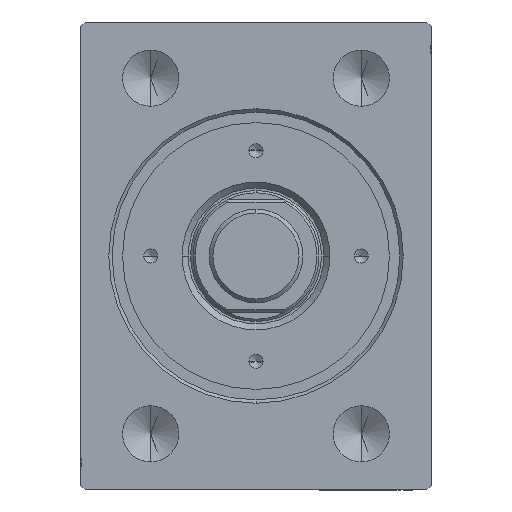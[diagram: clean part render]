
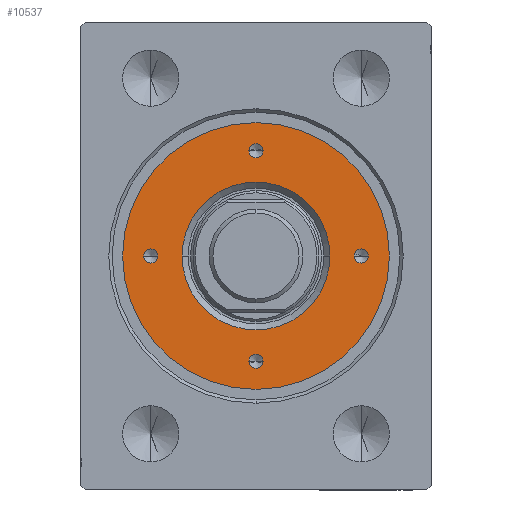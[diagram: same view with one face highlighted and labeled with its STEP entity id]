
A CAD part, left-side view. The second image highlights one B-rep face of the part: STEP entity #10537.
In plain terms, the highlighted face is planar.
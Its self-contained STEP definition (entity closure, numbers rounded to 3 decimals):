
#570 = CIRCLE ( 'NONE', #25603, 1.5 ) ;
#714 = VERTEX_POINT ( 'NONE', #20737 ) ;
#1151 = AXIS2_PLACEMENT_3D ( 'NONE', #2258, #36525, #32714 ) ;
#1186 = CARTESIAN_POINT ( 'NONE',  ( 0., 0., 83.8 ) ) ;
#1790 = CARTESIAN_POINT ( 'NONE',  ( 22.5, 0., 83.8 ) ) ;
#1988 = CARTESIAN_POINT ( 'NONE',  ( -15.8, 0., 83.8 ) ) ;
#2258 = CARTESIAN_POINT ( 'NONE',  ( -22.5, 0., 83.8 ) ) ;
#2373 = DIRECTION ( 'NONE',  ( 1., 0., 0. ) ) ;
#2486 = DIRECTION ( 'NONE',  ( 0., 0., 1. ) ) ;
#2493 = EDGE_CURVE ( 'NONE', #20739, #27807, #16811, .T. ) ;
#2685 = CARTESIAN_POINT ( 'NONE',  ( 21., 0., 83.8 ) ) ;
#2709 = DIRECTION ( 'NONE',  ( 1., 0., 0. ) ) ;
#3429 = DIRECTION ( 'NONE',  ( 0., 0., 1. ) ) ;
#3490 = AXIS2_PLACEMENT_3D ( 'NONE', #1790, #29116, #19253 ) ;
#3884 = VERTEX_POINT ( 'NONE', #42803 ) ;
#3997 = CIRCLE ( 'NONE', #1151, 1.5 ) ;
#5167 = EDGE_CURVE ( 'NONE', #37124, #36263, #3997, .T. ) ;
#5690 = FACE_BOUND ( 'NONE', #16840, .T. ) ;
#5692 = CARTESIAN_POINT ( 'NONE',  ( -28.5, 0., 83.8 ) ) ;
#5864 = DIRECTION ( 'NONE',  ( 0., 0., -1. ) ) ;
#6304 = AXIS2_PLACEMENT_3D ( 'NONE', #19527, #5864, #42827 ) ;
#6567 = CARTESIAN_POINT ( 'NONE',  ( 0., -22.5, 83.8 ) ) ;
#6986 = AXIS2_PLACEMENT_3D ( 'NONE', #22998, #13319, #33298 ) ;
#8122 = DIRECTION ( 'NONE',  ( 1., 0., 0. ) ) ;
#10537 = ADVANCED_FACE ( 'NONE', ( #19121, #12847, #26959, #36159, #5690, #33258 ), #12392, .T. ) ;
#10880 = EDGE_CURVE ( 'NONE', #32534, #23901, #18467, .T. ) ;
#11122 = EDGE_CURVE ( 'NONE', #3884, #32265, #41412, .T. ) ;
#11159 = DIRECTION ( 'NONE',  ( 1., 0., 0. ) ) ;
#11437 = EDGE_CURVE ( 'NONE', #714, #17785, #19214, .T. ) ;
#11452 = AXIS2_PLACEMENT_3D ( 'NONE', #12722, #33807, #36931 ) ;
#12098 = ORIENTED_EDGE ( 'NONE', *, *, #38279, .F. ) ;
#12392 = PLANE ( 'NONE',  #24906 ) ;
#12398 = DIRECTION ( 'NONE',  ( 1., 0., 0. ) ) ;
#12402 = EDGE_LOOP ( 'NONE', ( #18519, #23714 ) ) ;
#12620 = DIRECTION ( 'NONE',  ( 0., 0., 1. ) ) ;
#12722 = CARTESIAN_POINT ( 'NONE',  ( -22.5, 0., 83.8 ) ) ;
#12847 = FACE_BOUND ( 'NONE', #16056, .T. ) ;
#13171 = EDGE_CURVE ( 'NONE', #31315, #15347, #44205, .T. ) ;
#13199 = ORIENTED_EDGE ( 'NONE', *, *, #11122, .F. ) ;
#13319 = DIRECTION ( 'NONE',  ( 0., 0., 1. ) ) ;
#13425 = CIRCLE ( 'NONE', #42756, 28.5 ) ;
#13736 = EDGE_CURVE ( 'NONE', #15347, #31315, #570, .T. ) ;
#14003 = CARTESIAN_POINT ( 'NONE',  ( 15.8, 0., 83.8 ) ) ;
#14144 = EDGE_CURVE ( 'NONE', #32265, #3884, #34928, .T. ) ;
#15086 = CIRCLE ( 'NONE', #21568, 15.8 ) ;
#15347 = VERTEX_POINT ( 'NONE', #37752 ) ;
#16056 = EDGE_LOOP ( 'NONE', ( #36038, #17395 ) ) ;
#16095 = ORIENTED_EDGE ( 'NONE', *, *, #14144, .F. ) ;
#16441 = CARTESIAN_POINT ( 'NONE',  ( 0., -22.5, 83.8 ) ) ;
#16810 = EDGE_LOOP ( 'NONE', ( #13199, #16095 ) ) ;
#16811 = CIRCLE ( 'NONE', #42567, 28.5 ) ;
#16840 = EDGE_LOOP ( 'NONE', ( #44116, #33262 ) ) ;
#17073 = DIRECTION ( 'NONE',  ( 1., 0., 0. ) ) ;
#17374 = CARTESIAN_POINT ( 'NONE',  ( 0., 0., 83.8 ) ) ;
#17395 = ORIENTED_EDGE ( 'NONE', *, *, #13736, .F. ) ;
#17446 = DIRECTION ( 'NONE',  ( 0., 0., 1. ) ) ;
#17785 = VERTEX_POINT ( 'NONE', #31640 ) ;
#17819 = AXIS2_PLACEMENT_3D ( 'NONE', #6567, #3429, #17073 ) ;
#18191 = DIRECTION ( 'NONE',  ( 0., 0., -1. ) ) ;
#18467 = CIRCLE ( 'NONE', #6304, 15.8 ) ;
#18519 = ORIENTED_EDGE ( 'NONE', *, *, #2493, .T. ) ;
#18830 = CARTESIAN_POINT ( 'NONE',  ( -21., 0., 83.8 ) ) ;
#19090 = EDGE_CURVE ( 'NONE', #27807, #20739, #13425, .T. ) ;
#19121 = FACE_BOUND ( 'NONE', #40903, .T. ) ;
#19214 = CIRCLE ( 'NONE', #37111, 1.5 ) ;
#19253 = DIRECTION ( 'NONE',  ( 1., 0., 0. ) ) ;
#19527 = CARTESIAN_POINT ( 'NONE',  ( 0., 0., 83.8 ) ) ;
#20737 = CARTESIAN_POINT ( 'NONE',  ( 1.5, -22.5, 83.8 ) ) ;
#20739 = VERTEX_POINT ( 'NONE', #5692 ) ;
#21111 = CARTESIAN_POINT ( 'NONE',  ( 1.5, 22.5, 83.8 ) ) ;
#21415 = DIRECTION ( 'NONE',  ( 0., 0., 1. ) ) ;
#21568 = AXIS2_PLACEMENT_3D ( 'NONE', #1186, #18191, #8122 ) ;
#22998 = CARTESIAN_POINT ( 'NONE',  ( 22.5, 0., 83.8 ) ) ;
#23714 = ORIENTED_EDGE ( 'NONE', *, *, #19090, .T. ) ;
#23901 = VERTEX_POINT ( 'NONE', #1988 ) ;
#24906 = AXIS2_PLACEMENT_3D ( 'NONE', #43791, #12620, #37055 ) ;
#25560 = ORIENTED_EDGE ( 'NONE', *, *, #5167, .F. ) ;
#25603 = AXIS2_PLACEMENT_3D ( 'NONE', #41866, #17446, #11159 ) ;
#25820 = CARTESIAN_POINT ( 'NONE',  ( -24., 0., 83.8 ) ) ;
#26562 = DIRECTION ( 'NONE',  ( 0., 0., 1. ) ) ;
#26959 = FACE_BOUND ( 'NONE', #16810, .T. ) ;
#27807 = VERTEX_POINT ( 'NONE', #32410 ) ;
#29116 = DIRECTION ( 'NONE',  ( 0., 0., 1. ) ) ;
#30123 = DIRECTION ( 'NONE',  ( 0., 0., 1. ) ) ;
#31245 = EDGE_CURVE ( 'NONE', #17785, #714, #37160, .T. ) ;
#31315 = VERTEX_POINT ( 'NONE', #21111 ) ;
#31640 = CARTESIAN_POINT ( 'NONE',  ( -1.5, -22.5, 83.8 ) ) ;
#32265 = VERTEX_POINT ( 'NONE', #2685 ) ;
#32410 = CARTESIAN_POINT ( 'NONE',  ( 28.5, 0., 83.8 ) ) ;
#32534 = VERTEX_POINT ( 'NONE', #14003 ) ;
#32714 = DIRECTION ( 'NONE',  ( 1., 0., 0. ) ) ;
#33258 = FACE_OUTER_BOUND ( 'NONE', #12402, .T. ) ;
#33262 = ORIENTED_EDGE ( 'NONE', *, *, #41304, .T. ) ;
#33298 = DIRECTION ( 'NONE',  ( 1., 0., 0. ) ) ;
#33807 = DIRECTION ( 'NONE',  ( 0., 0., 1. ) ) ;
#34430 = DIRECTION ( 'NONE',  ( 1., 0., 0. ) ) ;
#34479 = ORIENTED_EDGE ( 'NONE', *, *, #31245, .F. ) ;
#34928 = CIRCLE ( 'NONE', #6986, 1.5 ) ;
#36038 = ORIENTED_EDGE ( 'NONE', *, *, #13171, .F. ) ;
#36159 = FACE_BOUND ( 'NONE', #39945, .T. ) ;
#36263 = VERTEX_POINT ( 'NONE', #25820 ) ;
#36525 = DIRECTION ( 'NONE',  ( 0., 0., 1. ) ) ;
#36536 = CARTESIAN_POINT ( 'NONE',  ( 0., 0., 83.8 ) ) ;
#36931 = DIRECTION ( 'NONE',  ( 1., 0., 0. ) ) ;
#37055 = DIRECTION ( 'NONE',  ( 1., 0., 0. ) ) ;
#37111 = AXIS2_PLACEMENT_3D ( 'NONE', #16441, #30123, #12398 ) ;
#37124 = VERTEX_POINT ( 'NONE', #18830 ) ;
#37160 = CIRCLE ( 'NONE', #17819, 1.5 ) ;
#37307 = CARTESIAN_POINT ( 'NONE',  ( 0., 22.5, 83.8 ) ) ;
#37752 = CARTESIAN_POINT ( 'NONE',  ( -1.5, 22.5, 83.8 ) ) ;
#37814 = ORIENTED_EDGE ( 'NONE', *, *, #11437, .F. ) ;
#38279 = EDGE_CURVE ( 'NONE', #36263, #37124, #43690, .T. ) ;
#39945 = EDGE_LOOP ( 'NONE', ( #37814, #34479 ) ) ;
#40903 = EDGE_LOOP ( 'NONE', ( #25560, #12098 ) ) ;
#41304 = EDGE_CURVE ( 'NONE', #23901, #32534, #15086, .T. ) ;
#41412 = CIRCLE ( 'NONE', #3490, 1.5 ) ;
#41866 = CARTESIAN_POINT ( 'NONE',  ( 0., 22.5, 83.8 ) ) ;
#42567 = AXIS2_PLACEMENT_3D ( 'NONE', #17374, #21415, #34430 ) ;
#42756 = AXIS2_PLACEMENT_3D ( 'NONE', #36536, #2486, #2709 ) ;
#42803 = CARTESIAN_POINT ( 'NONE',  ( 24., 0., 83.8 ) ) ;
#42827 = DIRECTION ( 'NONE',  ( 1., 0., 0. ) ) ;
#43690 = CIRCLE ( 'NONE', #11452, 1.5 ) ;
#43791 = CARTESIAN_POINT ( 'NONE',  ( 0., 0., 83.8 ) ) ;
#44116 = ORIENTED_EDGE ( 'NONE', *, *, #10880, .T. ) ;
#44205 = CIRCLE ( 'NONE', #44313, 1.5 ) ;
#44313 = AXIS2_PLACEMENT_3D ( 'NONE', #37307, #26562, #2373 ) ;
